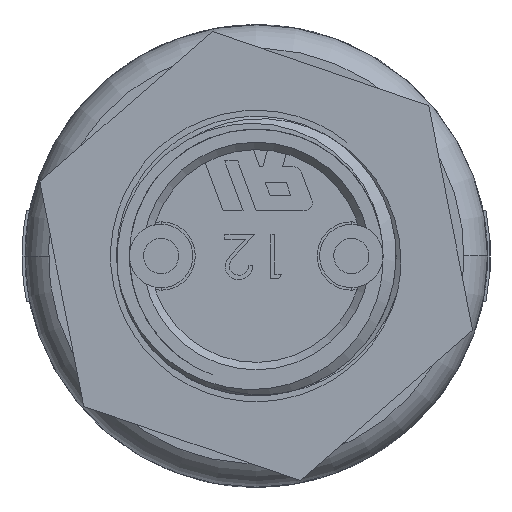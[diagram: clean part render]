
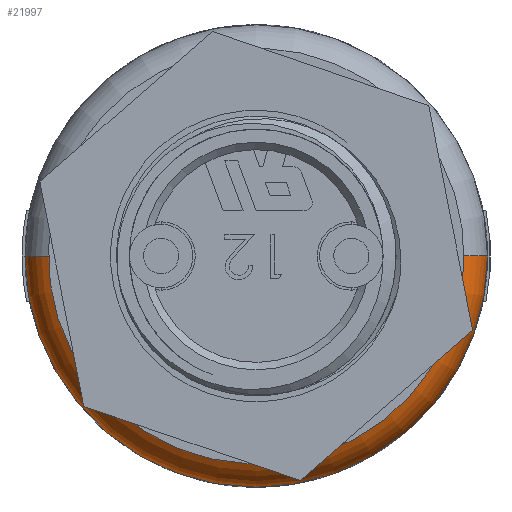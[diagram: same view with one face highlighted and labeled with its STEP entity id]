
A CAD part, front view. The second image highlights one B-rep face of the part: STEP entity #21997.
In plain terms, the highlighted toroidal (fillet/blend) face has major radius 6.686 mm and minor radius 1.651 mm.
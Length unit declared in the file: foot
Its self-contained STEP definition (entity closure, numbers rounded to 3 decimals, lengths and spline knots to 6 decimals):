
#1349 = EDGE_CURVE ( 'NONE', #22895, #5077, #3446, .T. ) ;
#1399 = ORIENTED_EDGE ( 'NONE', *, *, #12605, .F. ) ;
#1735 = AXIS2_PLACEMENT_3D ( 'NONE', #7997, #23382, #10217 ) ;
#2487 = CIRCLE ( 'NONE', #12620, 0.005417 ) ;
#3446 = CIRCLE ( 'NONE', #24845, 0.021937 ) ;
#3760 = DIRECTION ( 'NONE',  ( 0., 1., 0. ) ) ;
#4442 = CARTESIAN_POINT ( 'NONE',  ( 0., 0., 0. ) ) ;
#5077 = VERTEX_POINT ( 'NONE', #23620 ) ;
#6002 = DIRECTION ( 'NONE',  ( 0., 1., 0. ) ) ;
#6569 = FACE_OUTER_BOUND ( 'NONE', #10100, .T. ) ;
#6652 = DIRECTION ( 'NONE',  ( -1., 0., 0. ) ) ;
#6712 = CARTESIAN_POINT ( 'NONE',  ( -0.027354, 0.005417, 0. ) ) ;
#7241 = DIRECTION ( 'NONE',  ( 0., 0., 1. ) ) ;
#7619 = ORIENTED_EDGE ( 'NONE', *, *, #1349, .T. ) ;
#7997 = CARTESIAN_POINT ( 'NONE',  ( -0.021937, 0.005417, 0. ) ) ;
#10100 = EDGE_LOOP ( 'NONE', ( #21429, #7619, #19521, #1399 ) ) ;
#10217 = DIRECTION ( 'NONE',  ( -1., 0., 0. ) ) ;
#10445 = DIRECTION ( 'NONE',  ( -1., 0., 0. ) ) ;
#12605 = EDGE_CURVE ( 'NONE', #18053, #16658, #25092, .T. ) ;
#12620 = AXIS2_PLACEMENT_3D ( 'NONE', #20440, #7241, #22660 ) ;
#14778 = CARTESIAN_POINT ( 'NONE',  ( 0., 0.005417, 0. ) ) ;
#16658 = VERTEX_POINT ( 'NONE', #6712 ) ;
#16950 = CARTESIAN_POINT ( 'NONE',  ( 0.021937, 0., 0. ) ) ;
#16995 = CARTESIAN_POINT ( 'NONE',  ( 0., 0.005417, 0. ) ) ;
#17334 = CIRCLE ( 'NONE', #1735, 0.005417 ) ;
#18053 = VERTEX_POINT ( 'NONE', #19255 ) ;
#19195 = DIRECTION ( 'NONE',  ( -1., 0., 0. ) ) ;
#19255 = CARTESIAN_POINT ( 'NONE',  ( 0.027354, 0.005417, 0. ) ) ;
#19521 = ORIENTED_EDGE ( 'NONE', *, *, #19929, .T. ) ;
#19652 = EDGE_CURVE ( 'NONE', #22895, #18053, #2487, .T. ) ;
#19866 = DIRECTION ( 'NONE',  ( 0., 1., 0. ) ) ;
#19929 = EDGE_CURVE ( 'NONE', #5077, #16658, #17334, .T. ) ;
#20244 = AXIS2_PLACEMENT_3D ( 'NONE', #14778, #6002, #10445 ) ;
#20440 = CARTESIAN_POINT ( 'NONE',  ( 0.021937, 0.005417, 0. ) ) ;
#21429 = ORIENTED_EDGE ( 'NONE', *, *, #19652, .F. ) ;
#21997 = ADVANCED_FACE ( 'NONE', ( #6569 ), #23420, .T. ) ;
#22660 = DIRECTION ( 'NONE',  ( 1., 0., 0. ) ) ;
#22895 = VERTEX_POINT ( 'NONE', #16950 ) ;
#23382 = DIRECTION ( 'NONE',  ( 0., 0., -1. ) ) ;
#23420 = TOROIDAL_SURFACE ( 'NONE', #20244, 0.021937, 0.005417 ) ;
#23620 = CARTESIAN_POINT ( 'NONE',  ( -0.021937, 0., 0. ) ) ;
#24845 = AXIS2_PLACEMENT_3D ( 'NONE', #4442, #19866, #6652 ) ;
#25092 = CIRCLE ( 'NONE', #28425, 0.027354 ) ;
#28425 = AXIS2_PLACEMENT_3D ( 'NONE', #16995, #3760, #19195 ) ;
